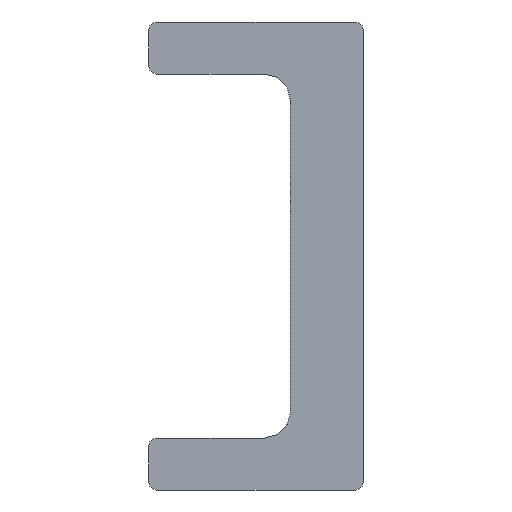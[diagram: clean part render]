
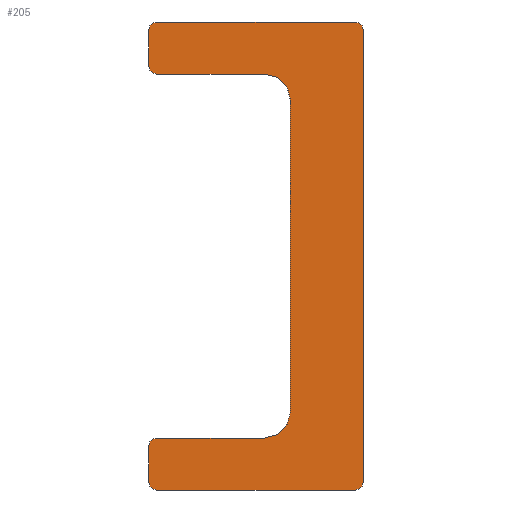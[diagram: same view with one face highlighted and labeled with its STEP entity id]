
A CAD part, front view. The second image highlights one B-rep face of the part: STEP entity #205.
In plain terms, the highlighted planar face has unit normal (0, -1, 0).
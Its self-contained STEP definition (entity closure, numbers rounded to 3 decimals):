
#205 = ADVANCED_FACE( '', ( #492 ), #493, .F. );
#492 = FACE_OUTER_BOUND( '', #791, .T. );
#493 = PLANE( '', #792 );
#791 = EDGE_LOOP( '', ( #1250, #1251, #1252, #1253, #1254, #1255, #1256, #1257, #1258, #1259, #1260, #1261, #1262, #1263, #1264, #1265 ) );
#792 = AXIS2_PLACEMENT_3D( '', #1266, #1267, #1268 );
#1250 = ORIENTED_EDGE( '', *, *, #1457, .F. );
#1251 = ORIENTED_EDGE( '', *, *, #1515, .T. );
#1252 = ORIENTED_EDGE( '', *, *, #1354, .F. );
#1253 = ORIENTED_EDGE( '', *, *, #1428, .T. );
#1254 = ORIENTED_EDGE( '', *, *, #1405, .F. );
#1255 = ORIENTED_EDGE( '', *, *, #1516, .T. );
#1256 = ORIENTED_EDGE( '', *, *, #1498, .F. );
#1257 = ORIENTED_EDGE( '', *, *, #1417, .T. );
#1258 = ORIENTED_EDGE( '', *, *, #1505, .F. );
#1259 = ORIENTED_EDGE( '', *, *, #1442, .T. );
#1260 = ORIENTED_EDGE( '', *, *, #1517, .F. );
#1261 = ORIENTED_EDGE( '', *, *, #1507, .T. );
#1262 = ORIENTED_EDGE( '', *, *, #1493, .F. );
#1263 = ORIENTED_EDGE( '', *, *, #1469, .T. );
#1264 = ORIENTED_EDGE( '', *, *, #1473, .F. );
#1265 = ORIENTED_EDGE( '', *, *, #1491, .T. );
#1266 = CARTESIAN_POINT( '', ( -4.125, 0., 9. ) );
#1267 = DIRECTION( '', ( 0., 1., 0. ) );
#1268 = DIRECTION( '', ( 0., 0., 1. ) );
#1354 = EDGE_CURVE( '', #1543, #1544, #1545, .T. );
#1405 = EDGE_CURVE( '', #1630, #1632, #1633, .T. );
#1417 = EDGE_CURVE( '', #1651, #1649, #1652, .T. );
#1428 = EDGE_CURVE( '', #1543, #1632, #1668, .F. );
#1442 = EDGE_CURVE( '', #1690, #1688, #1691, .T. );
#1457 = EDGE_CURVE( '', #1714, #1716, #1717, .T. );
#1469 = EDGE_CURVE( '', #1733, #1731, #1734, .F. );
#1473 = EDGE_CURVE( '', #1737, #1731, #1739, .T. );
#1491 = EDGE_CURVE( '', #1737, #1716, #1765, .F. );
#1493 = EDGE_CURVE( '', #1733, #1767, #1768, .T. );
#1498 = EDGE_CURVE( '', #1651, #1774, #1775, .T. );
#1505 = EDGE_CURVE( '', #1690, #1649, #1786, .T. );
#1507 = EDGE_CURVE( '', #1788, #1767, #1789, .F. );
#1515 = EDGE_CURVE( '', #1714, #1544, #1798, .F. );
#1516 = EDGE_CURVE( '', #1630, #1774, #1799, .F. );
#1517 = EDGE_CURVE( '', #1788, #1688, #1800, .T. );
#1543 = VERTEX_POINT( '', #1828 );
#1544 = VERTEX_POINT( '', #1829 );
#1545 = LINE( '', #1830, #1831 );
#1630 = VERTEX_POINT( '', #1926 );
#1632 = VERTEX_POINT( '', #1929 );
#1633 = LINE( '', #1930, #1931 );
#1649 = VERTEX_POINT( '', #1948 );
#1651 = VERTEX_POINT( '', #1951 );
#1652 = CIRCLE( '', #1952, 1. );
#1668 = CIRCLE( '', #1969, 0.3 );
#1688 = VERTEX_POINT( '', #1989 );
#1690 = VERTEX_POINT( '', #1992 );
#1691 = CIRCLE( '', #1993, 1. );
#1714 = VERTEX_POINT( '', #2017 );
#1716 = VERTEX_POINT( '', #2020 );
#1717 = LINE( '', #2021, #2022 );
#1731 = VERTEX_POINT( '', #2037 );
#1733 = VERTEX_POINT( '', #2040 );
#1734 = CIRCLE( '', #2041, 0.3 );
#1737 = VERTEX_POINT( '', #2045 );
#1739 = LINE( '', #2048, #2049 );
#1765 = CIRCLE( '', #2075, 0.3 );
#1767 = VERTEX_POINT( '', #2077 );
#1768 = LINE( '', #2078, #2079 );
#1774 = VERTEX_POINT( '', #2086 );
#1775 = LINE( '', #2087, #2088 );
#1786 = LINE( '', #2100, #2101 );
#1788 = VERTEX_POINT( '', #2103 );
#1789 = CIRCLE( '', #2104, 0.3 );
#1798 = CIRCLE( '', #2114, 0.3 );
#1799 = CIRCLE( '', #2115, 0.3 );
#1800 = LINE( '', #2116, #2117 );
#1828 = CARTESIAN_POINT( '', ( -3.825, 0., 9. ) );
#1829 = CARTESIAN_POINT( '', ( 3.825, 0., 9. ) );
#1830 = CARTESIAN_POINT( '', ( -4.125, 0., 9. ) );
#1831 = VECTOR( '', #2146, 1000. );
#1926 = CARTESIAN_POINT( '', ( -4.125, 0., 7.3 ) );
#1929 = CARTESIAN_POINT( '', ( -4.125, 0., 8.7 ) );
#1930 = CARTESIAN_POINT( '', ( -4.125, 0., -9. ) );
#1931 = VECTOR( '', #2239, 1000. );
#1948 = CARTESIAN_POINT( '', ( 1.325, 0., 6. ) );
#1951 = CARTESIAN_POINT( '', ( 0.325, 0., 7. ) );
#1952 = AXIS2_PLACEMENT_3D( '', #2257, #2258, #2259 );
#1969 = AXIS2_PLACEMENT_3D( '', #2276, #2277, #2278 );
#1989 = CARTESIAN_POINT( '', ( 0.325, 0., -7. ) );
#1992 = CARTESIAN_POINT( '', ( 1.325, 0., -6. ) );
#1993 = AXIS2_PLACEMENT_3D( '', #2301, #2302, #2303 );
#2017 = CARTESIAN_POINT( '', ( 4.125, 0., 8.7 ) );
#2020 = CARTESIAN_POINT( '', ( 4.125, 0., -8.7 ) );
#2021 = CARTESIAN_POINT( '', ( 4.125, 0., 9. ) );
#2022 = VECTOR( '', #2333, 1000. );
#2037 = CARTESIAN_POINT( '', ( -3.825, 0., -9. ) );
#2040 = CARTESIAN_POINT( '', ( -4.125, 0., -8.7 ) );
#2041 = AXIS2_PLACEMENT_3D( '', #2345, #2346, #2347 );
#2045 = CARTESIAN_POINT( '', ( 3.825, 0., -9. ) );
#2048 = CARTESIAN_POINT( '', ( 4.125, 0., -9. ) );
#2049 = VECTOR( '', #2350, 1000. );
#2075 = AXIS2_PLACEMENT_3D( '', #2375, #2376, #2377 );
#2077 = CARTESIAN_POINT( '', ( -4.125, 0., -7.3 ) );
#2078 = CARTESIAN_POINT( '', ( -4.125, 0., -9. ) );
#2079 = VECTOR( '', #2378, 1000. );
#2086 = CARTESIAN_POINT( '', ( -3.825, 0., 7. ) );
#2087 = CARTESIAN_POINT( '', ( -4.125, 0., 7. ) );
#2088 = VECTOR( '', #2383, 1000. );
#2100 = CARTESIAN_POINT( '', ( 1.325, 0., 7. ) );
#2101 = VECTOR( '', #2397, 1000. );
#2103 = CARTESIAN_POINT( '', ( -3.825, 0., -7. ) );
#2104 = AXIS2_PLACEMENT_3D( '', #2398, #2399, #2400 );
#2114 = AXIS2_PLACEMENT_3D( '', #2405, #2406, #2407 );
#2115 = AXIS2_PLACEMENT_3D( '', #2408, #2409, #2410 );
#2116 = CARTESIAN_POINT( '', ( 1.325, 0., -7. ) );
#2117 = VECTOR( '', #2411, 1000. );
#2146 = DIRECTION( '', ( 1., 0., 0. ) );
#2239 = DIRECTION( '', ( 0., 0., 1. ) );
#2257 = CARTESIAN_POINT( '', ( 0.325, 0., 6. ) );
#2258 = DIRECTION( '', ( 0., 1., 0. ) );
#2259 = DIRECTION( '', ( 0., 0., 1. ) );
#2276 = CARTESIAN_POINT( '', ( -3.825, 0., 8.7 ) );
#2277 = DIRECTION( '', ( 0., 1., 0. ) );
#2278 = DIRECTION( '', ( 0., 0., 1. ) );
#2301 = CARTESIAN_POINT( '', ( 0.325, 0., -6. ) );
#2302 = DIRECTION( '', ( 0., 1., 0. ) );
#2303 = DIRECTION( '', ( 0., 0., 1. ) );
#2333 = DIRECTION( '', ( 0., 0., -1. ) );
#2345 = CARTESIAN_POINT( '', ( -3.825, 0., -8.7 ) );
#2346 = DIRECTION( '', ( 0., 1., 0. ) );
#2347 = DIRECTION( '', ( 0., 0., 1. ) );
#2350 = DIRECTION( '', ( -1., 0., 0. ) );
#2375 = CARTESIAN_POINT( '', ( 3.825, 0., -8.7 ) );
#2376 = DIRECTION( '', ( 0., 1., 0. ) );
#2377 = DIRECTION( '', ( 0., 0., 1. ) );
#2378 = DIRECTION( '', ( 0., 0., 1. ) );
#2383 = DIRECTION( '', ( -1., 0., 0. ) );
#2397 = DIRECTION( '', ( 0., 0., 1. ) );
#2398 = CARTESIAN_POINT( '', ( -3.825, 0., -7.3 ) );
#2399 = DIRECTION( '', ( 0., 1., 0. ) );
#2400 = DIRECTION( '', ( 0., 0., 1. ) );
#2405 = CARTESIAN_POINT( '', ( 3.825, 0., 8.7 ) );
#2406 = DIRECTION( '', ( 0., 1., 0. ) );
#2407 = DIRECTION( '', ( 0., 0., 1. ) );
#2408 = CARTESIAN_POINT( '', ( -3.825, 0., 7.3 ) );
#2409 = DIRECTION( '', ( 0., 1., 0. ) );
#2410 = DIRECTION( '', ( 0., 0., 1. ) );
#2411 = DIRECTION( '', ( 1., 0., 0. ) );
